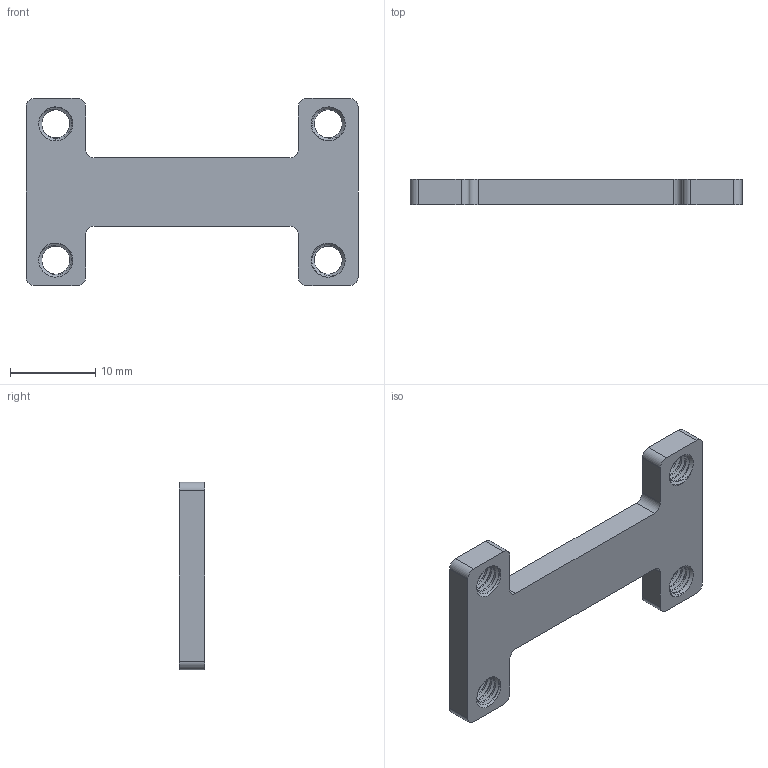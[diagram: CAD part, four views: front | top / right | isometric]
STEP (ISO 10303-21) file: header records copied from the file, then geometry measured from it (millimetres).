
FILE_DESCRIPTION (( 'STEP AP203' ), '1' );
FILE_NAME ('2803-0039-0022.STEP', '2017-04-12T20:18:09', ( '' ), ( '' ), 'SwSTEP 2.0', 'SolidWorks 2016', '' );
FILE_SCHEMA (( 'CONFIG_CONTROL_DESIGN' ));
Length unit declared in the file: millimetre
Products named in the file (1): 2803-0039-0022
Bounding box: 39 x 3 x 22 mm (x, y, z)
Volume: 1396.6 mm3; surface area: 1563.7 mm2
Topology: 1 solids, 1 shells, 131 faces, 367 edges, 238 vertices
Faces by surface type: cylinder 82, cone 27, plane 14, bspline 8
Entity records: 13834 total; most frequent: CARTESIAN_POINT 10812, ORIENTED_EDGE 734, DIRECTION 515, EDGE_CURVE 367, VERTEX_POINT 238, AXIS2_PLACEMENT_3D 193, EDGE_LOOP 139, ADVANCED_FACE 131
